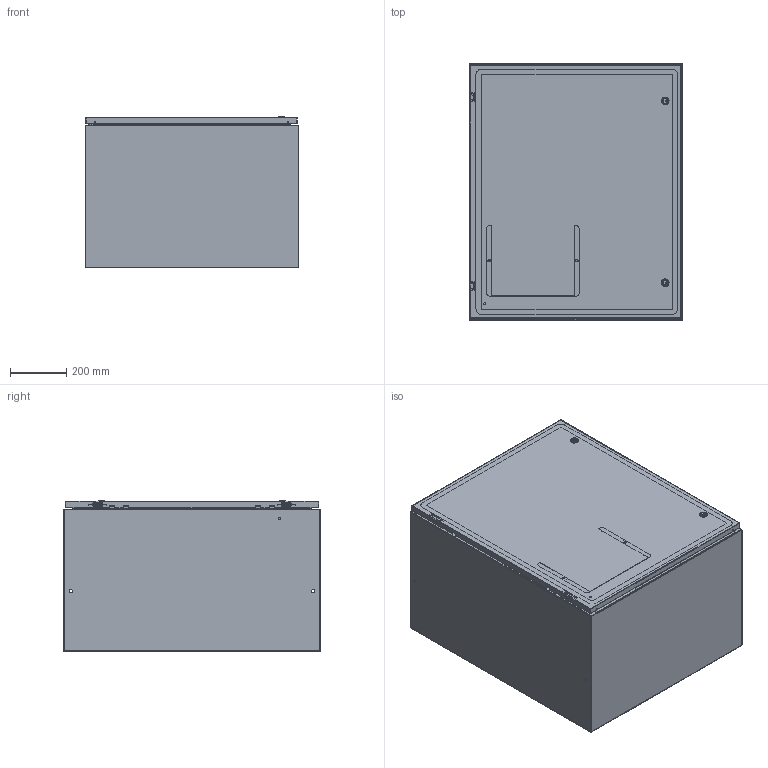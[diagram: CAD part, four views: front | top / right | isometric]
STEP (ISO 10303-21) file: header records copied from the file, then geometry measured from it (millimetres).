
FILE_DESCRIPTION (( 'STEP AP214' ), '1' );
FILE_NAME ('SCE-36EL3020LP.STEP', '2022-10-18T17:57:59', ( '' ), ( '' ), 'SwSTEP 2.0', 'SolidWorks 2021', '' );
FILE_SCHEMA (( 'AUTOMOTIVE_DESIGN' ));
Length unit declared in the file: inch
Products named in the file (1): SCE-36EL3020LP
Bounding box: 762 x 914.4 x 539.25 mm (x, y, z)
Volume: 8616104 mm3; surface area: 8229196 mm2
Topology: 51 solids, 51 shells, 2997 faces, 7859 edges, 4936 vertices
Faces by surface type: plane 1139, cylinder 896, bspline 700, cone 118, torus 94, sphere 50
Entity records: 167337 total; most frequent: CARTESIAN_POINT 59625, ORIENTED_EDGE 15530, DIRECTION 12489, EDGE_CURVE 7765, VERTEX_POINT 4936, AXIS2_PLACEMENT_3D 4596, LINE 3297, VECTOR 3297
